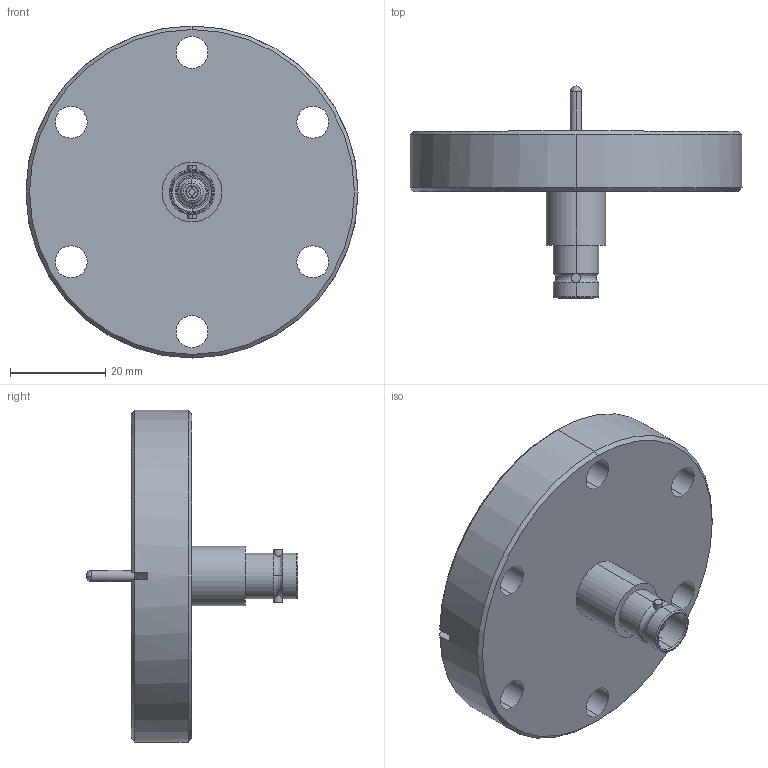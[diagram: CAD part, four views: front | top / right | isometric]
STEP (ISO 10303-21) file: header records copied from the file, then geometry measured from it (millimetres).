
FILE_DESCRIPTION (( 'STEP AP203' ), '1' );
FILE_NAME ('A0289-1-CF.STEP', '2011-10-04T17:55:40', ( '' ), ( '' ), 'SwSTEP 2.0', 'SolidWorks 2011', '' );
FILE_SCHEMA (( 'CONFIG_CONTROL_DESIGN' ));
Length unit declared in the file: inch
Products named in the file (1): A0289-1-CF
Bounding box: 69.85 x 44.6 x 69.85 mm (x, y, z)
Volume: 44165 mm3; surface area: 14997.5 mm2
Topology: 1 solids, 1 shells, 142 faces, 337 edges, 210 vertices
Faces by surface type: cylinder 71, plane 34, cone 21, bspline 16
Entity records: 4591 total; most frequent: CARTESIAN_POINT 1172, DIRECTION 756, ORIENTED_EDGE 666, EDGE_CURVE 333, AXIS2_PLACEMENT_3D 318, VERTEX_POINT 210, CIRCLE 191, EDGE_LOOP 171
